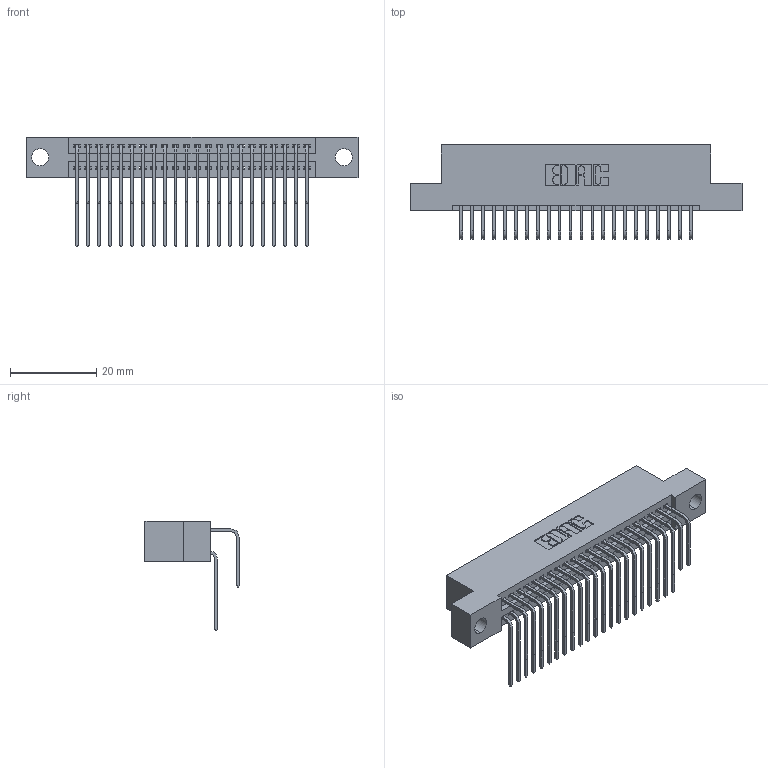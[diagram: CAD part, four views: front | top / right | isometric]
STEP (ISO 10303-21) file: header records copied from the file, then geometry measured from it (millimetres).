
FILE_DESCRIPTION (( 'STEP AP203' ), '1' );
FILE_NAME ('345-044-558-204.STEP', '2021-05-20T02:06:31', ( '' ), ( '' ), 'SwSTEP 2.0', 'SolidWorks 2020', '' );
FILE_SCHEMA (( 'CONFIG_CONTROL_DESIGN' ));
Length unit declared in the file: inch
Products named in the file (4): 345-292-001_558 Tail - 2; 345-292-001_558 559 Tail - 1; 345 Part_Flush Mounting Lugs - 0.156 Dia-TI; 345-044-558-204
Assembly tree (45 placements, depth 2):
  345-044-558-204
    345 Part_Flush Mounting Lugs - 0.156 Dia-TI
    345-292-001_558 559 Tail - 1  x22
    345-292-001_558 Tail - 2  x22
Bounding box: 77.09 x 21.83 x 25.53 mm (x, y, z)
Volume: 7450.7 mm3; surface area: 11671.2 mm2
Topology: 45 solids, 45 shells, 2428 faces, 7197 edges, 4738 vertices
Faces by surface type: plane 1634, cylinder 794
Entity records: 22025 total; most frequent: CARTESIAN_POINT 3761, ORIENTED_EDGE 3642, DIRECTION 3313, EDGE_CURVE 1821, VECTOR 1561, LINE 1561, VERTEX_POINT 1210, AXIS2_PLACEMENT_3D 876
